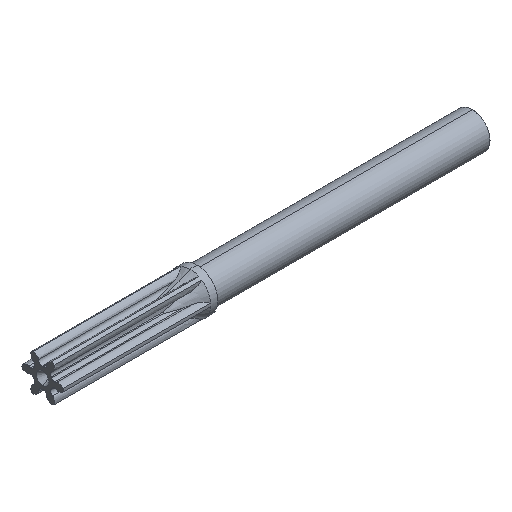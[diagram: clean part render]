
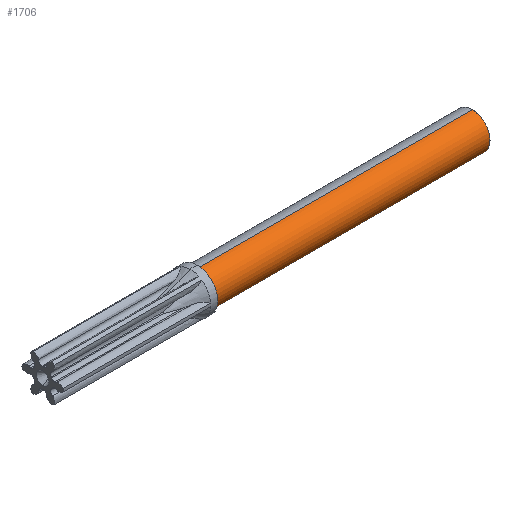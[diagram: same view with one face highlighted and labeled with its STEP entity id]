
A CAD part, isometric view. The second image highlights one B-rep face of the part: STEP entity #1706.
In plain terms, the highlighted cylindrical face has radius 4.753 mm (diameter 9.506 mm), a partial arc.
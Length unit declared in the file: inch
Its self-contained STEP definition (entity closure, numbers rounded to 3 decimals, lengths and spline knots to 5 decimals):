
#14=DIRECTION('',(1.,0.,0.));
#15=VECTOR('',#14,2.8865);
#16=CARTESIAN_POINT('',(0.81,0.,0.18713));
#17=LINE('',#16,#15);
#18=DIRECTION('',(-1.,0.,0.));
#19=VECTOR('',#18,2.8865);
#20=CARTESIAN_POINT('',(3.6965,0.,-0.18713));
#21=LINE('',#20,#19);
#63=CARTESIAN_POINT('',(3.6965,0.,0.));
#64=DIRECTION('',(1.,0.,0.));
#65=DIRECTION('',(0.,0.,1.));
#66=AXIS2_PLACEMENT_3D('',#63,#64,#65);
#68=CARTESIAN_POINT('',(0.81,0.,0.));
#69=DIRECTION('',(-1.,0.,0.));
#70=DIRECTION('',(0.,0.,-1.));
#71=AXIS2_PLACEMENT_3D('',#68,#69,#70);
#1422=CARTESIAN_POINT('',(3.6965,0.,-0.18713));
#1423=CARTESIAN_POINT('',(3.6965,0.,0.18713));
#1424=VERTEX_POINT('',#1422);
#1425=VERTEX_POINT('',#1423);
#1430=CARTESIAN_POINT('',(0.81,0.,-0.18713));
#1431=VERTEX_POINT('',#1430);
#1432=CARTESIAN_POINT('',(0.81,0.,0.18713));
#1433=VERTEX_POINT('',#1432);
#1694=CARTESIAN_POINT('',(3.8424,0.,0.));
#1695=DIRECTION('',(-1.,0.,0.));
#1696=DIRECTION('',(0.,0.,1.));
#1697=AXIS2_PLACEMENT_3D('',#1694,#1695,#1696);
#1698=CYLINDRICAL_SURFACE('',#1697,0.18713);
#1699=ORIENTED_EDGE('',*,*,#1620,.T.);
#1701=ORIENTED_EDGE('',*,*,#1700,.T.);
#1702=ORIENTED_EDGE('',*,*,#1616,.T.);
#1703=ORIENTED_EDGE('',*,*,#1687,.T.);
#1704=EDGE_LOOP('',(#1699,#1701,#1702,#1703));
#1705=FACE_OUTER_BOUND('',#1704,.F.);
#67=CIRCLE('',#66,0.18713);
#72=CIRCLE('',#71,0.18713);
#1616=EDGE_CURVE('',#1433,#1425,#17,.T.);
#1620=EDGE_CURVE('',#1424,#1431,#21,.T.);
#1687=EDGE_CURVE('',#1425,#1424,#67,.T.);
#1700=EDGE_CURVE('',#1431,#1433,#72,.T.);
#1706=ADVANCED_FACE('',(#1705),#1698,.T.);
